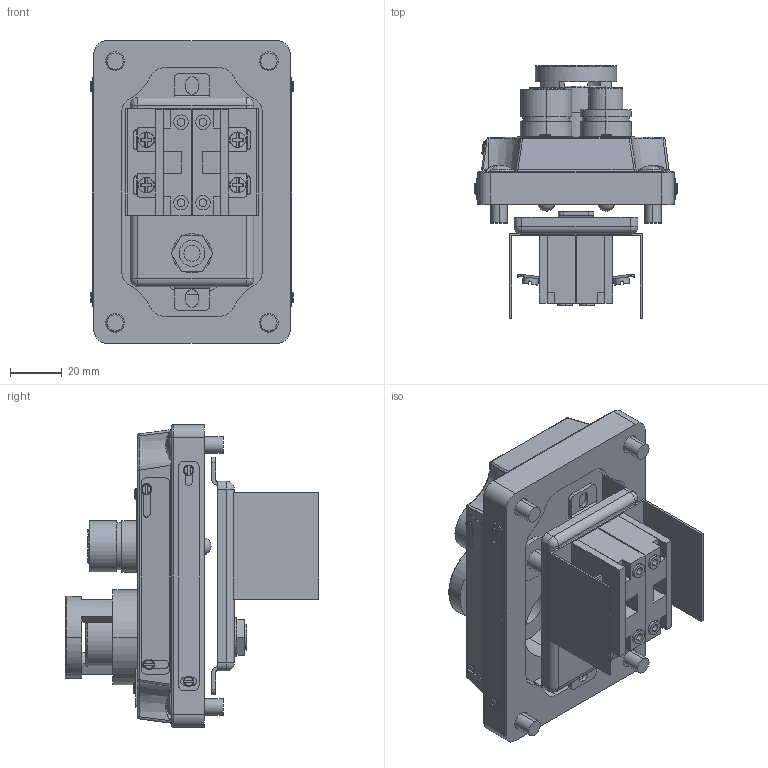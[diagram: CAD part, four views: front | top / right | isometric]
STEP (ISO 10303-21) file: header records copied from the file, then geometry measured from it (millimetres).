
FILE_DESCRIPTION (( 'STEP AP214' ), '1' );
FILE_NAME ('XCS-0A15D.step', '2016-03-09T20:39:06', ( '' ), ( '' ), 'SwSTEP 2.0', 'SolidWorks 2015', '' );
FILE_SCHEMA (( 'AUTOMOTIVE_DESIGN' ));
Length unit declared in the file: millimetre
Products named in the file (1): XCS-0A15D
Bounding box: 79.04 x 98.23 x 117.47 mm (x, y, z)
Volume: 201368.1 mm3; surface area: 90187 mm2
Topology: 39 solids, 39 shells, 853 faces, 2135 edges, 1353 vertices
Faces by surface type: plane 412, cylinder 268, torus 90, cone 30, sphere 28, bspline 25
Entity records: 31679 total; most frequent: CARTESIAN_POINT 5959, DIRECTION 4451, ORIENTED_EDGE 4210, EDGE_CURVE 2105, AXIS2_PLACEMENT_3D 1673, VERTEX_POINT 1343, LINE 1105, VECTOR 1105
